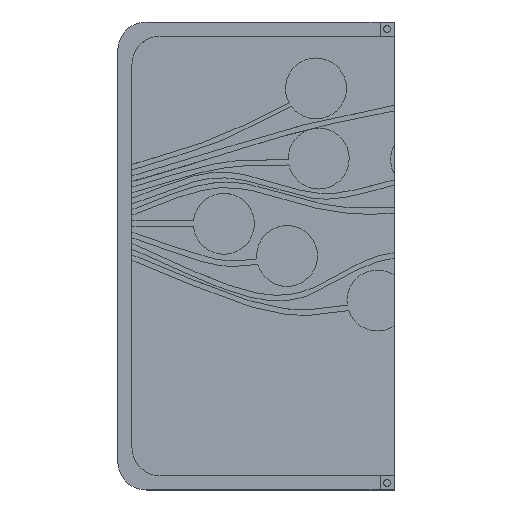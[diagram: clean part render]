
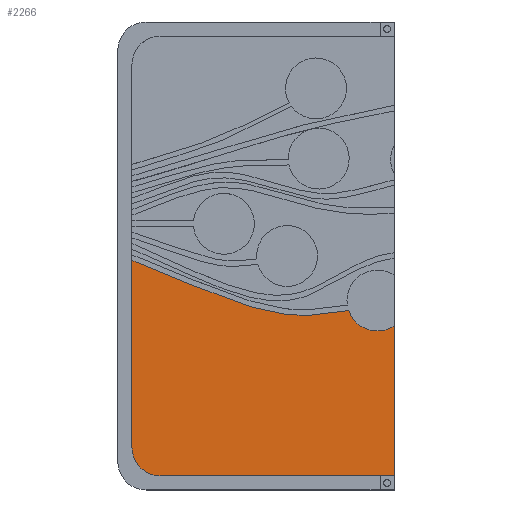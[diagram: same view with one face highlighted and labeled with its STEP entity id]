
A CAD part, top view. The second image highlights one B-rep face of the part: STEP entity #2266.
In plain terms, the highlighted planar face has unit normal (0, 0, 1).
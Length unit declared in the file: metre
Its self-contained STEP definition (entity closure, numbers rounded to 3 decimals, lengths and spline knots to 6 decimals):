
#53=B_SPLINE_CURVE_WITH_KNOTS('',3,(#3766,#3767,#3768,#3769,#3770),
 .UNSPECIFIED.,.F.,.F.,(4,1,4),(0.144809,0.426139,1.),
 .UNSPECIFIED.);
#82=CIRCLE('',#2350,0.013716);
#101=CIRCLE('',#2405,0.0127);
#520=ORIENTED_EDGE('',*,*,#1052,.F.);
#521=ORIENTED_EDGE('',*,*,#826,.T.);
#522=ORIENTED_EDGE('',*,*,#1012,.F.);
#523=ORIENTED_EDGE('',*,*,#944,.T.);
#524=ORIENTED_EDGE('',*,*,#1053,.T.);
#525=ORIENTED_EDGE('',*,*,#1054,.F.);
#826=EDGE_CURVE('',#1154,#1155,#82,.F.);
#944=EDGE_CURVE('',#1252,#1251,#1454,.T.);
#1012=EDGE_CURVE('',#1252,#1155,#53,.F.);
#1052=EDGE_CURVE('',#1154,#1298,#1537,.T.);
#1053=EDGE_CURVE('',#1251,#1299,#101,.T.);
#1054=EDGE_CURVE('',#1298,#1299,#1538,.T.);
#1154=VERTEX_POINT('',#3126);
#1155=VERTEX_POINT('',#3127);
#1251=VERTEX_POINT('',#3428);
#1252=VERTEX_POINT('',#3430);
#1298=VERTEX_POINT('',#4068);
#1299=VERTEX_POINT('',#4070);
#1454=LINE('',#3429,#1720);
#1537=LINE('',#4067,#1803);
#1538=LINE('',#4071,#1804);
#1720=VECTOR('',#2701,1.);
#1803=VECTOR('',#2838,1.);
#1804=VECTOR('',#2841,1.);
#1918=EDGE_LOOP('',(#520,#521,#522,#523,#524,#525));
#2054=FACE_BOUND('',#1918,.T.);
#2155=PLANE('',#2404);
#2266=ADVANCED_FACE('',(#2054),#2155,.T.);
#2350=AXIS2_PLACEMENT_3D('',#3125,#2555,#2556);
#2404=AXIS2_PLACEMENT_3D('',#4066,#2836,#2837);
#2405=AXIS2_PLACEMENT_3D('',#4069,#2839,#2840);
#2555=DIRECTION('',(0.,0.,1.));
#2556=DIRECTION('',(1.,0.,0.));
#2701=DIRECTION('',(0.,-1.,0.));
#2836=DIRECTION('',(0.,0.,1.));
#2837=DIRECTION('',(1.,0.,0.));
#2838=DIRECTION('',(0.,-1.,0.));
#2839=DIRECTION('',(0.,0.,1.));
#2840=DIRECTION('',(1.,0.,0.));
#2841=DIRECTION('',(-1.,0.,0.));
#3125=CARTESIAN_POINT('',(-0.007533,-0.020081,0.00254));
#3126=CARTESIAN_POINT('',(0.,-0.031543,0.00254));
#3127=CARTESIAN_POINT('',(-0.020493,-0.024572,0.00254));
#3428=CARTESIAN_POINT('',(-0.11811,-0.08636,0.00254));
#3429=CARTESIAN_POINT('',(-0.11811,0.,0.00254));
#3430=CARTESIAN_POINT('',(-0.11811,-0.001982,0.00254));
#3766=CARTESIAN_POINT('',(-0.020493,-0.024572,0.00254));
#3767=CARTESIAN_POINT('',(-0.029049,-0.026058,0.00254));
#3768=CARTESIAN_POINT('',(-0.056332,-0.030544,0.00254));
#3769=CARTESIAN_POINT('',(-0.09453,-0.011061,0.00254));
#3770=CARTESIAN_POINT('',(-0.11811,-0.001982,0.00254));
#4066=CARTESIAN_POINT('',(0.,0.,0.00254));
#4067=CARTESIAN_POINT('',(0.,0.,0.00254));
#4068=CARTESIAN_POINT('',(0.,-0.09906,0.00254));
#4069=CARTESIAN_POINT('',(-0.10541,-0.08636,0.00254));
#4070=CARTESIAN_POINT('',(-0.10541,-0.09906,0.00254));
#4071=CARTESIAN_POINT('',(0.,-0.09906,0.00254));
